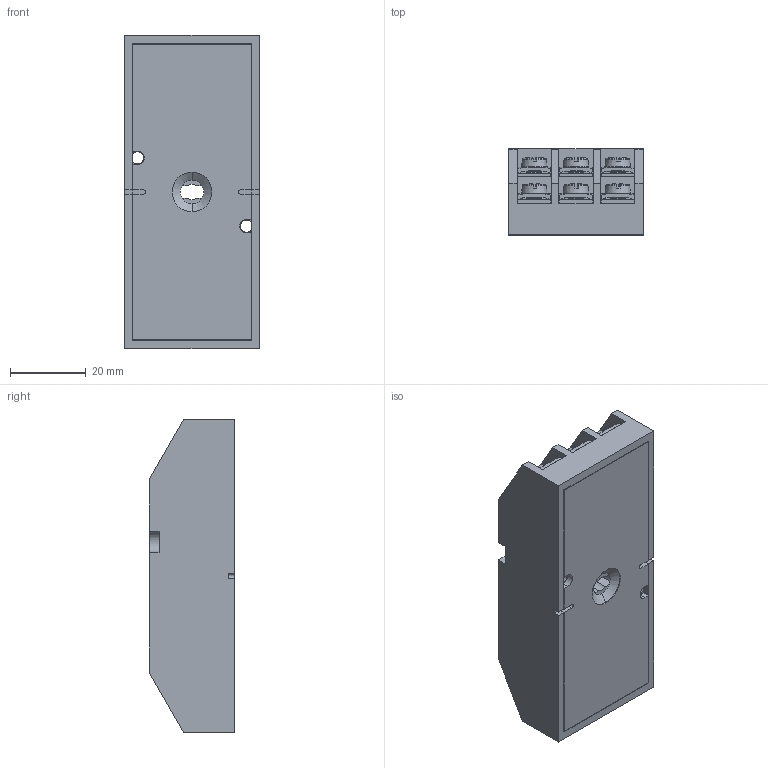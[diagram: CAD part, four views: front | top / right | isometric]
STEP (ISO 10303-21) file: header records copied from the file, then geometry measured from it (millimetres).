
FILE_DESCRIPTION (( 'STEP AP214' ), '1' );
FILE_NAME ('GZ11.STEP', '2016-06-08T09:57:05', ( '' ), ( '' ), 'SwSTEP 2.0', 'SolidWorks 2016', '' );
FILE_SCHEMA (( 'AUTOMOTIVE_DESIGN' ));
Length unit declared in the file: millimetre
Products named in the file (6): GZU-1400  Zacisk; zacisk-nak³adka-œruba; GZU-1521 Wkrêt M4x6.5; GZU-1510 Nak³adka sprê¿ysta; GZ11; GZ11 podstawa
Assembly tree (15 placements, depth 3):
  GZ11
    GZ11 podstawa
    zacisk-nak³adka-œruba  x11
      GZU-1400  Zacisk
      GZU-1510 Nak³adka sprê¿ysta
      GZU-1521 Wkrêt M4x6.5
Bounding box: 35.5 x 22.6 x 82.8 mm (x, y, z)
Volume: 51510.3 mm3; surface area: 24594.7 mm2
Topology: 34 solids, 34 shells, 1648 faces, 3982 edges, 2468 vertices
Faces by surface type: plane 817, torus 363, cylinder 356, cone 90, bspline 22
Entity records: 15407 total; most frequent: CARTESIAN_POINT 3019, ORIENTED_EDGE 2544, DIRECTION 2473, EDGE_CURVE 1272, LINE 953, VECTOR 953, VERTEX_POINT 828, AXIS2_PLACEMENT_3D 760
